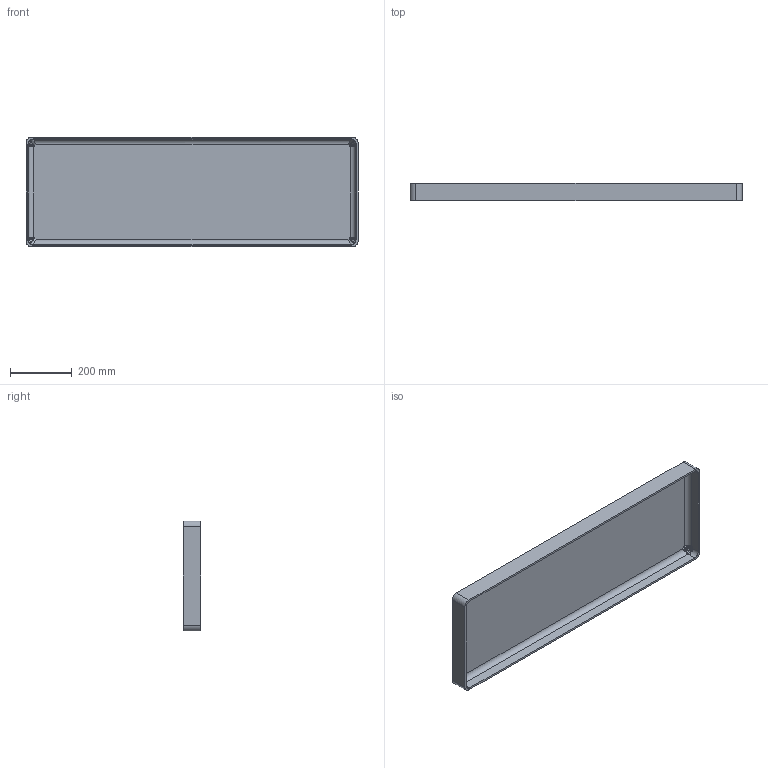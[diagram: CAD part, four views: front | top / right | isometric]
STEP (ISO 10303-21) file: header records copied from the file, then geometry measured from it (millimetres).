
FILE_DESCRIPTION (( 'STEP AP203' ), '1' );
FILE_NAME ('1721-931-111-PR.STEP', '2005-05-11T22:49:19', ( ' ' ), ( ' ' ), 'SwSTEP 2.0', 'SolidWorks 2004286', '' );
FILE_SCHEMA (( 'CONFIG_CONTROL_DESIGN' ));
Length unit declared in the file: inch
Products named in the file (1): 1721-931-111-PR
Bounding box: 1079.49 x 57.15 x 357.63 mm (x, y, z)
Volume: 5602906.6 mm3; surface area: 1039419.6 mm2
Topology: 1 solids, 1 shells, 108 faces, 307 edges, 202 vertices
Faces by surface type: plane 47, cylinder 44, sphere 12, bspline 5
Entity records: 4054 total; most frequent: CARTESIAN_POINT 1458, ORIENTED_EDGE 614, DIRECTION 440, EDGE_CURVE 307, VERTEX_POINT 202, AXIS2_PLACEMENT_3D 156, LINE 128, VECTOR 128
